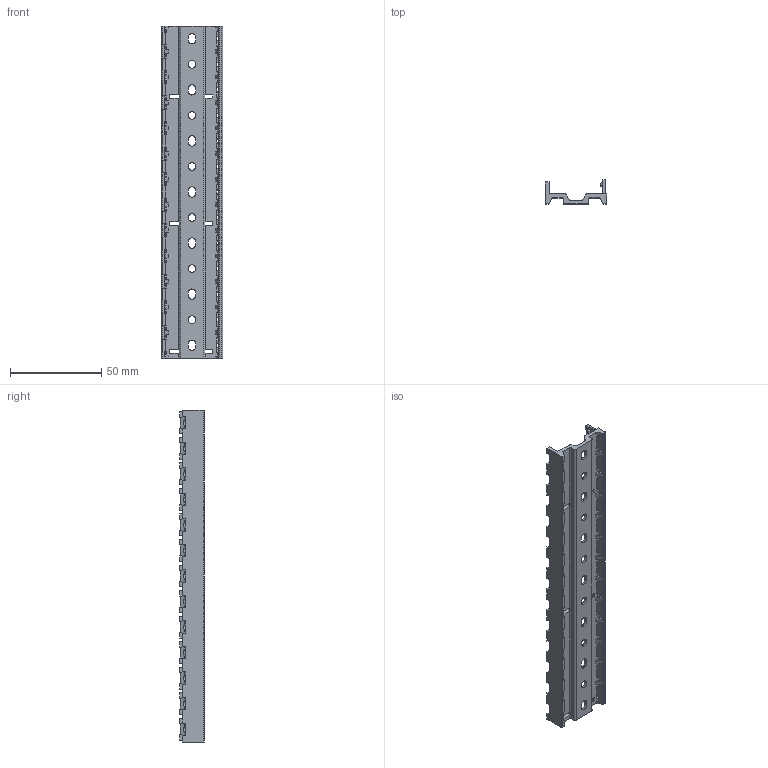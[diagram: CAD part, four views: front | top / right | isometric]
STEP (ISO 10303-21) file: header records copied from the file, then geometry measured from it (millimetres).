
FILE_DESCRIPTION((''),'2;1');
FILE_NAME('00175161300','2019-10-24T',('presta_be4'),(''),'CREO PARAMETRIC BY PTC INC, 2018360','CREO PARAMETRIC BY PTC INC, 2018360','');
FILE_SCHEMA(('CONFIG_CONTROL_DESIGN'));
Length unit declared in the file: millimetre
Products named in the file (1): 00175161300
Bounding box: 33.55 x 13.25 x 182 mm (x, y, z)
Volume: 18591.1 mm3; surface area: 23627.2 mm2
Topology: 1 solids, 1 shells, 1027 faces, 3121 edges, 2038 vertices
Faces by surface type: plane 702, cylinder 325
Entity records: 35276 total; most frequent: CARTESIAN_POINT 6797, ORIENTED_EDGE 6242, DIRECTION 5721, EDGE_CURVE 3121, VECTOR 2315, LINE 2315, VERTEX_POINT 2038, AXIS2_PLACEMENT_3D 1703
